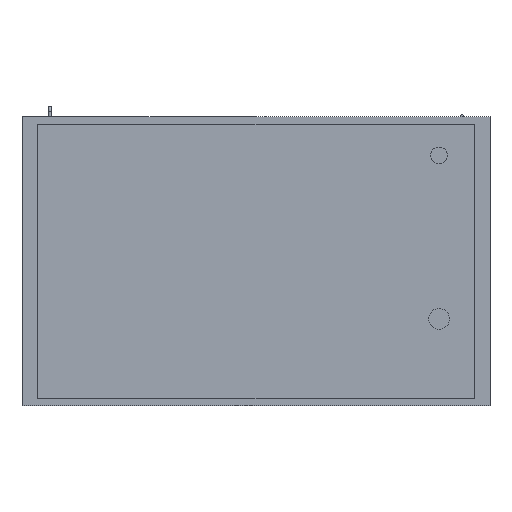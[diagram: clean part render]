
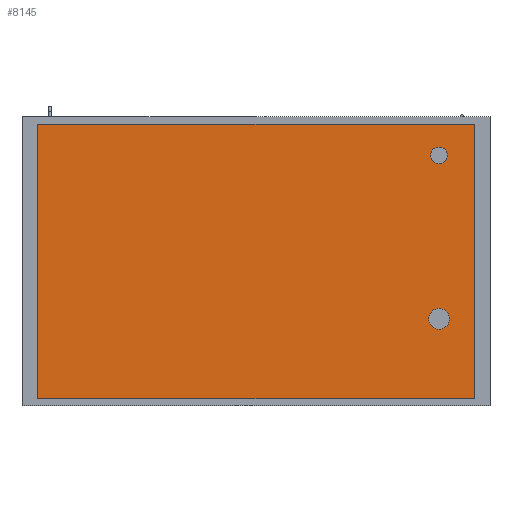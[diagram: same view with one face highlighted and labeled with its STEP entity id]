
A CAD part, front view. The second image highlights one B-rep face of the part: STEP entity #8145.
In plain terms, the highlighted planar face has unit normal (0, -1, 0).
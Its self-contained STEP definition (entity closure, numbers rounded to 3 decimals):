
#64=FACE_BOUND('',#837,.T.);
#65=FACE_BOUND('',#838,.T.);
#82=CIRCLE('',#8691,20.);
#84=CIRCLE('',#8695,25.);
#345=FACE_OUTER_BOUND('',#836,.T.);
#836=EDGE_LOOP('',(#5431,#5432,#5433,#5434));
#837=EDGE_LOOP('',(#5435));
#838=EDGE_LOOP('',(#5436));
#1351=LINE('',#11674,#2389);
#1354=LINE('',#11680,#2392);
#1357=LINE('',#11686,#2395);
#1360=LINE('',#11690,#2398);
#2389=VECTOR('',#9379,10.);
#2392=VECTOR('',#9384,10.);
#2395=VECTOR('',#9389,10.);
#2398=VECTOR('',#9394,10.);
#3408=VERTEX_POINT('',#11631);
#3410=VERTEX_POINT('',#11638);
#3421=VERTEX_POINT('',#11671);
#3422=VERTEX_POINT('',#11673);
#3424=VERTEX_POINT('',#11679);
#3426=VERTEX_POINT('',#11685);
#4193=EDGE_CURVE('',#3408,#3408,#82,.T.);
#4196=EDGE_CURVE('',#3410,#3410,#84,.T.);
#4211=EDGE_CURVE('',#3422,#3421,#1351,.T.);
#4214=EDGE_CURVE('',#3424,#3422,#1354,.T.);
#4217=EDGE_CURVE('',#3426,#3424,#1357,.T.);
#4220=EDGE_CURVE('',#3421,#3426,#1360,.T.);
#5431=ORIENTED_EDGE('',*,*,#4220,.T.);
#5432=ORIENTED_EDGE('',*,*,#4217,.T.);
#5433=ORIENTED_EDGE('',*,*,#4214,.T.);
#5434=ORIENTED_EDGE('',*,*,#4211,.T.);
#5435=ORIENTED_EDGE('',*,*,#4193,.T.);
#5436=ORIENTED_EDGE('',*,*,#4196,.T.);
#7719=PLANE('',#8707);
#8145=ADVANCED_FACE('',(#345,#64,#65),#7719,.T.);
#8691=AXIS2_PLACEMENT_3D('',#11633,#9340,#9341);
#8695=AXIS2_PLACEMENT_3D('',#11640,#9349,#9350);
#8707=AXIS2_PLACEMENT_3D('',#11692,#9397,#9398);
#9340=DIRECTION('center_axis',(0.,1.,0.));
#9341=DIRECTION('ref_axis',(1.,0.,0.));
#9349=DIRECTION('center_axis',(0.,1.,0.));
#9350=DIRECTION('ref_axis',(1.,0.,0.));
#9379=DIRECTION('',(-1.,0.,0.));
#9384=DIRECTION('',(0.,0.,1.));
#9389=DIRECTION('',(1.,0.,0.));
#9394=DIRECTION('',(0.,0.,-1.));
#9397=DIRECTION('center_axis',(0.,-1.,0.));
#9398=DIRECTION('ref_axis',(0.,0.,-1.));
#11631=CARTESIAN_POINT('',(420.,-370.,255.));
#11633=CARTESIAN_POINT('Origin',(440.,-370.,255.));
#11638=CARTESIAN_POINT('',(415.,-370.,-138.));
#11640=CARTESIAN_POINT('Origin',(440.,-370.,-138.));
#11671=CARTESIAN_POINT('',(-525.,-370.,330.));
#11673=CARTESIAN_POINT('',(525.,-370.,330.));
#11674=CARTESIAN_POINT('',(-525.,-370.,330.));
#11679=CARTESIAN_POINT('',(525.,-370.,-330.));
#11680=CARTESIAN_POINT('',(525.,-370.,330.));
#11685=CARTESIAN_POINT('',(-525.,-370.,-330.));
#11686=CARTESIAN_POINT('',(525.,-370.,-330.));
#11690=CARTESIAN_POINT('',(-525.,-370.,-330.));
#11692=CARTESIAN_POINT('Origin',(0.,-370.,0.));
